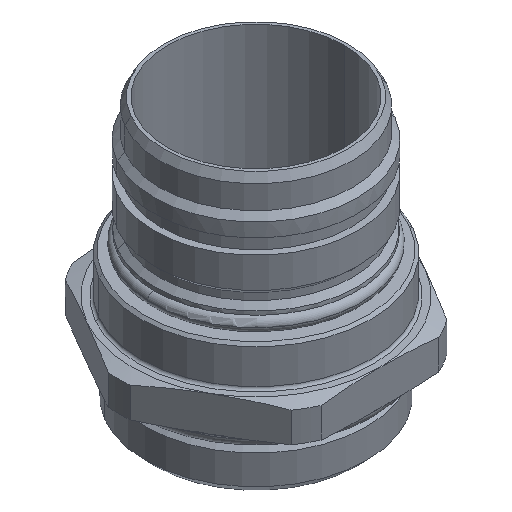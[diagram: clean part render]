
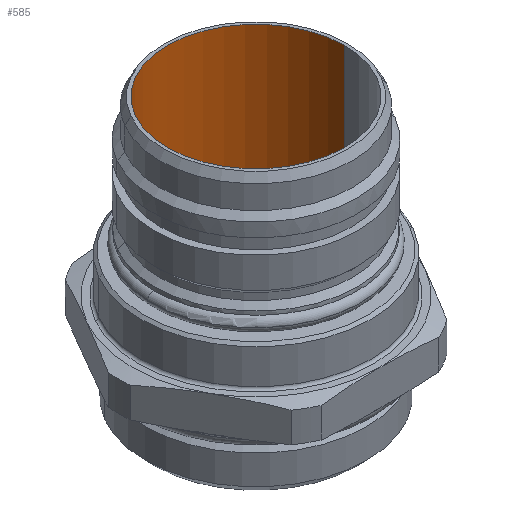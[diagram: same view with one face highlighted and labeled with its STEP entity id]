
A CAD part, isometric view. The second image highlights one B-rep face of the part: STEP entity #585.
In plain terms, the highlighted cylindrical face has radius 10 mm (diameter 20 mm), a partial arc.
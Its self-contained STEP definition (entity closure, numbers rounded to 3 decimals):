
#532=AXIS2_PLACEMENT_3D('Cylinder Axis2P3D',#529,#530,#531) ;
#571=AXIS2_PLACEMENT_3D('Circle Axis2P3D',#569,#570,$) ;
#576=AXIS2_PLACEMENT_3D('Circle Axis2P3D',#574,#575,$) ;
#529=CARTESIAN_POINT('Axis2P3D Location',(15.5,14.,14.59)) ;
#538=CARTESIAN_POINT('Vertex',(5.5,14.,0.)) ;
#540=CARTESIAN_POINT('Vertex',(25.5,14.,0.)) ;
#543=CARTESIAN_POINT('Line Origine',(5.5,14.,14.59)) ;
#547=CARTESIAN_POINT('Vertex',(5.5,14.,30.5)) ;
#554=CARTESIAN_POINT('Vertex',(25.5,14.,30.5)) ;
#557=CARTESIAN_POINT('Line Origine',(25.5,14.,14.59)) ;
#569=CARTESIAN_POINT('Axis2P3D Location',(15.5,14.,0.)) ;
#574=CARTESIAN_POINT('Axis2P3D Location',(15.5,14.,30.5)) ;
#530=DIRECTION('Axis2P3D Direction',(0.,0.,1.)) ;
#531=DIRECTION('Axis2P3D XDirection',(1.,0.,0.)) ;
#544=DIRECTION('Vector Direction',(0.,0.,1.)) ;
#558=DIRECTION('Vector Direction',(0.,0.,1.)) ;
#570=DIRECTION('Axis2P3D Direction',(0.,0.,1.)) ;
#575=DIRECTION('Axis2P3D Direction',(0.,0.,1.)) ;
#545=VECTOR('Line Direction',#544,1.) ;
#559=VECTOR('Line Direction',#558,1.) ;
#580=ORIENTED_EDGE('',*,*,#573,.F.) ;
#581=ORIENTED_EDGE('',*,*,#561,.F.) ;
#582=ORIENTED_EDGE('',*,*,#578,.T.) ;
#583=ORIENTED_EDGE('',*,*,#549,.T.) ;
#585=ADVANCED_FACE('Hauptkoerper',(#584),#533,.F.) ;
#572=CIRCLE('generated circle',#571,10.) ;
#577=CIRCLE('generated circle',#576,10.) ;
#533=CYLINDRICAL_SURFACE('generated cylinder',#532,10.) ;
#549=EDGE_CURVE('',#548,#539,#546,.F.) ;
#561=EDGE_CURVE('',#555,#541,#560,.F.) ;
#573=EDGE_CURVE('',#541,#539,#572,.T.) ;
#578=EDGE_CURVE('',#555,#548,#577,.T.) ;
#579=EDGE_LOOP('',(#580,#581,#582,#583)) ;
#584=FACE_OUTER_BOUND('',#579,.T.) ;
#546=LINE('Line',#543,#545) ;
#560=LINE('Line',#557,#559) ;
#539=VERTEX_POINT('',#538) ;
#541=VERTEX_POINT('',#540) ;
#548=VERTEX_POINT('',#547) ;
#555=VERTEX_POINT('',#554) ;
